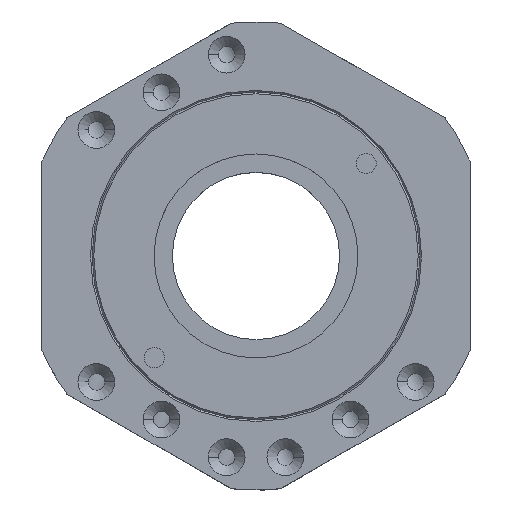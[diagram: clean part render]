
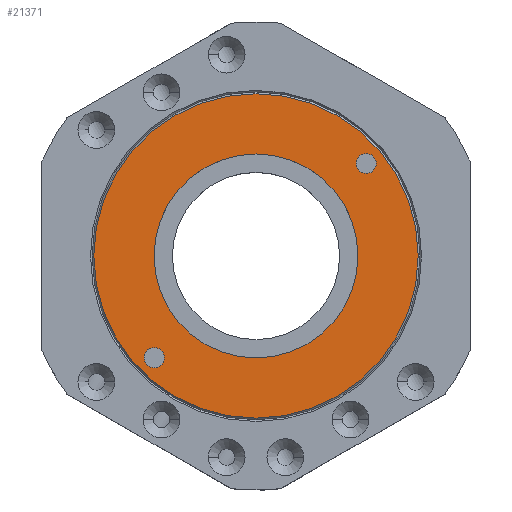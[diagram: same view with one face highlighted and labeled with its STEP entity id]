
A CAD part, top view. The second image highlights one B-rep face of the part: STEP entity #21371.
In plain terms, the highlighted face is planar.
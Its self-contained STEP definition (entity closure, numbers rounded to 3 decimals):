
#659 = FACE_OUTER_BOUND ( 'NONE', #20825, .T. ) ;
#1154 = DIRECTION ( 'NONE',  ( 0., 0., -1. ) ) ;
#1198 = DIRECTION ( 'NONE',  ( 0., 0., -1. ) ) ;
#1302 = AXIS2_PLACEMENT_3D ( 'NONE', #19117, #22096, #27265 ) ;
#1382 = DIRECTION ( 'NONE',  ( -1., 0., 0. ) ) ;
#1525 = CARTESIAN_POINT ( 'NONE',  ( -44.535, -11.129, 0. ) ) ;
#1793 = AXIS2_PLACEMENT_3D ( 'NONE', #14632, #17297, #1382 ) ;
#3605 = CARTESIAN_POINT ( 'NONE',  ( -41.535, -11.129, 0. ) ) ;
#3652 = CARTESIAN_POINT ( 'NONE',  ( 0., 0., 0. ) ) ;
#3857 = CIRCLE ( 'NONE', #27551, 48.5 ) ;
#4852 = CIRCLE ( 'NONE', #1302, 3. ) ;
#5243 = DIRECTION ( 'NONE',  ( 0., 0., -1. ) ) ;
#5448 = CARTESIAN_POINT ( 'NONE',  ( 37.407, 14.707, 0. ) ) ;
#5688 = FACE_BOUND ( 'NONE', #18164, .T. ) ;
#5774 = DIRECTION ( 'NONE',  ( 0., 0., -1. ) ) ;
#6100 = DIRECTION ( 'NONE',  ( 0., 0., -1. ) ) ;
#6222 = AXIS2_PLACEMENT_3D ( 'NONE', #16818, #11618, #21938 ) ;
#6345 = DIRECTION ( 'NONE',  ( 0., 0., 1. ) ) ;
#6352 = ORIENTED_EDGE ( 'NONE', *, *, #16812, .F. ) ;
#7186 = CIRCLE ( 'NONE', #31151, 3. ) ;
#7380 = CIRCLE ( 'NONE', #1793, 3. ) ;
#7433 = EDGE_CURVE ( 'NONE', #14705, #29094, #16122, .T. ) ;
#8095 = CARTESIAN_POINT ( 'NONE',  ( -38.535, -11.129, 0. ) ) ;
#8995 = ORIENTED_EDGE ( 'NONE', *, *, #20308, .F. ) ;
#9336 = EDGE_CURVE ( 'NONE', #29094, #14705, #4852, .T. ) ;
#9730 = ORIENTED_EDGE ( 'NONE', *, *, #16009, .T. ) ;
#9834 = CARTESIAN_POINT ( 'NONE',  ( 48.5, 0., 0. ) ) ;
#11100 = CARTESIAN_POINT ( 'NONE',  ( 0., 0., 0. ) ) ;
#11618 = DIRECTION ( 'NONE',  ( 0., 0., -1. ) ) ;
#12282 = FACE_BOUND ( 'NONE', #33626, .T. ) ;
#13135 = CARTESIAN_POINT ( 'NONE',  ( -48.5, 0., 0. ) ) ;
#14632 = CARTESIAN_POINT ( 'NONE',  ( 40.407, 14.707, 0. ) ) ;
#14705 = VERTEX_POINT ( 'NONE', #1525 ) ;
#14807 = VERTEX_POINT ( 'NONE', #33724 ) ;
#16009 = EDGE_CURVE ( 'NONE', #32252, #28952, #28791, .T. ) ;
#16122 = CIRCLE ( 'NONE', #19551, 3. ) ;
#16286 = EDGE_CURVE ( 'NONE', #17850, #22523, #7186, .T. ) ;
#16697 = CIRCLE ( 'NONE', #27402, 30.5 ) ;
#16812 = EDGE_CURVE ( 'NONE', #27184, #14807, #16697, .T. ) ;
#16818 = CARTESIAN_POINT ( 'NONE',  ( 0., 0., 0. ) ) ;
#16903 = ORIENTED_EDGE ( 'NONE', *, *, #24775, .T. ) ;
#17000 = PLANE ( 'NONE',  #24106 ) ;
#17297 = DIRECTION ( 'NONE',  ( 0., 0., -1. ) ) ;
#17850 = VERTEX_POINT ( 'NONE', #5448 ) ;
#18164 = EDGE_LOOP ( 'NONE', ( #26089, #32668 ) ) ;
#19117 = CARTESIAN_POINT ( 'NONE',  ( -41.535, -11.129, 0. ) ) ;
#19551 = AXIS2_PLACEMENT_3D ( 'NONE', #3605, #1154, #32786 ) ;
#19808 = CARTESIAN_POINT ( 'NONE',  ( 0., 0., 0. ) ) ;
#19926 = DIRECTION ( 'NONE',  ( 1., 0., 0. ) ) ;
#20308 = EDGE_CURVE ( 'NONE', #22523, #17850, #7380, .T. ) ;
#20699 = EDGE_LOOP ( 'NONE', ( #6352, #24045 ) ) ;
#20825 = EDGE_LOOP ( 'NONE', ( #16903, #9730 ) ) ;
#21371 = ADVANCED_FACE ( 'NONE', ( #659, #12282, #5688, #31426 ), #17000, .F. ) ;
#21504 = AXIS2_PLACEMENT_3D ( 'NONE', #23985, #5774, #31914 ) ;
#21938 = DIRECTION ( 'NONE',  ( 1., 0., 0. ) ) ;
#22096 = DIRECTION ( 'NONE',  ( 0., 0., -1. ) ) ;
#22523 = VERTEX_POINT ( 'NONE', #27886 ) ;
#23985 = CARTESIAN_POINT ( 'NONE',  ( 0., 0., 0. ) ) ;
#24045 = ORIENTED_EDGE ( 'NONE', *, *, #31873, .F. ) ;
#24106 = AXIS2_PLACEMENT_3D ( 'NONE', #19808, #6345, #19926 ) ;
#24775 = EDGE_CURVE ( 'NONE', #28952, #32252, #3857, .T. ) ;
#26089 = ORIENTED_EDGE ( 'NONE', *, *, #7433, .F. ) ;
#26251 = CARTESIAN_POINT ( 'NONE',  ( 40.407, 14.707, 0. ) ) ;
#27184 = VERTEX_POINT ( 'NONE', #29054 ) ;
#27265 = DIRECTION ( 'NONE',  ( -1., 0., 0. ) ) ;
#27402 = AXIS2_PLACEMENT_3D ( 'NONE', #3652, #1198, #32933 ) ;
#27551 = AXIS2_PLACEMENT_3D ( 'NONE', #11100, #6100, #29699 ) ;
#27886 = CARTESIAN_POINT ( 'NONE',  ( 43.407, 14.707, 0. ) ) ;
#28791 = CIRCLE ( 'NONE', #6222, 48.5 ) ;
#28952 = VERTEX_POINT ( 'NONE', #9834 ) ;
#29054 = CARTESIAN_POINT ( 'NONE',  ( -30.5, 0., 0. ) ) ;
#29094 = VERTEX_POINT ( 'NONE', #8095 ) ;
#29699 = DIRECTION ( 'NONE',  ( 1., 0., 0. ) ) ;
#31093 = CIRCLE ( 'NONE', #21504, 30.5 ) ;
#31151 = AXIS2_PLACEMENT_3D ( 'NONE', #26251, #5243, #31723 ) ;
#31426 = FACE_BOUND ( 'NONE', #20699, .T. ) ;
#31723 = DIRECTION ( 'NONE',  ( -1., 0., 0. ) ) ;
#31873 = EDGE_CURVE ( 'NONE', #14807, #27184, #31093, .T. ) ;
#31914 = DIRECTION ( 'NONE',  ( 1., 0., 0. ) ) ;
#32252 = VERTEX_POINT ( 'NONE', #13135 ) ;
#32304 = ORIENTED_EDGE ( 'NONE', *, *, #16286, .F. ) ;
#32668 = ORIENTED_EDGE ( 'NONE', *, *, #9336, .F. ) ;
#32786 = DIRECTION ( 'NONE',  ( -1., 0., 0. ) ) ;
#32933 = DIRECTION ( 'NONE',  ( 1., 0., 0. ) ) ;
#33626 = EDGE_LOOP ( 'NONE', ( #32304, #8995 ) ) ;
#33724 = CARTESIAN_POINT ( 'NONE',  ( 30.5, 0., 0. ) ) ;
